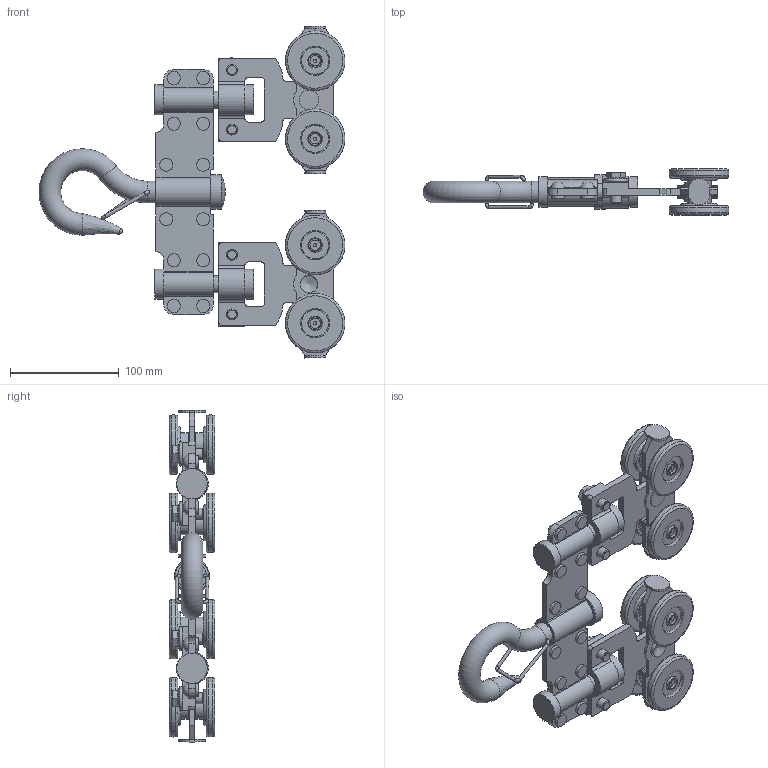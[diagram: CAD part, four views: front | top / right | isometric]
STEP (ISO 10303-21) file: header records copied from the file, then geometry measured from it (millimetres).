
FILE_DESCRIPTION(/* description */ (''),/* implementation_level */ '2;1');
FILE_NAME(/* name */ '2868S.stp',/* time_stamp */ '2017-01-17T11:51:58+01:00',/* author */ ('Giuliano'),/* organization */ (''),/* preprocessor_version */ 'ST-DEVELOPER v16.5',/* originating_system */ 'Autodesk Inventor 2017',/* authorisation */ '');
FILE_SCHEMA (('AUTOMOTIVE_DESIGN { 1 0 10303 214 3 1 1 }'));
Length unit declared in the file: millimetre
Products named in the file (1): 2868S
Bounding box: 281.98 x 42 x 306 mm (x, y, z)
Volume: 530079.4 mm3; surface area: 215431.3 mm2
Topology: 15 solids, 31 shells, 861 faces, 2002 edges, 1287 vertices
Faces by surface type: plane 396, cylinder 317, torus 47, cone 46, bspline 41, sphere 14
Full cylindrical faces by diameter (mm): 3 x13, 6 x12, 6.2 x12, 9.5 x8, 10 x8, 10.1 x4, 11.8 x8, 12 x20, 12.2 x8, 15.5 x2, 15.8 x2, 16.2 x6, 18 x2, 20 x1, 22 x8, 25 x16, 27 x16, 28 x4, 32 x1
Entity records: 24561 total; most frequent: CARTESIAN_POINT 5013, DIRECTION 3951, ORIENTED_EDGE 3414, EDGE_CURVE 1707, AXIS2_PLACEMENT_3D 1597, EDGE_LOOP 1277, VERTEX_POINT 1236, STYLED_ITEM 876
